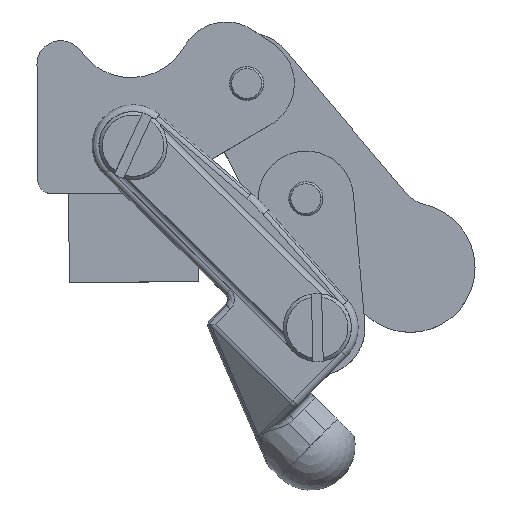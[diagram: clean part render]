
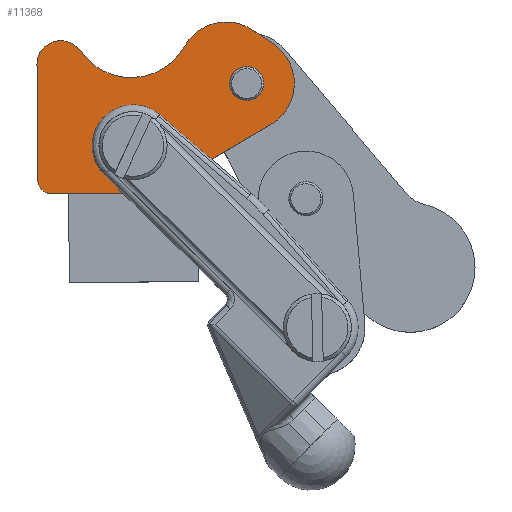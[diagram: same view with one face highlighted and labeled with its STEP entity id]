
A CAD part, top view. The second image highlights one B-rep face of the part: STEP entity #11368.
In plain terms, the highlighted planar face has unit normal (0, 0, 1).
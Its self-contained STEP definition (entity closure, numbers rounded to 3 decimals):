
#234=CARTESIAN_POINT('',(20.603,-18.287,1.37));
#235=VERTEX_POINT('',#234);
#252=CARTESIAN_POINT('',(15.604,-18.324,1.37));
#253=VERTEX_POINT('',#252);
#260=CARTESIAN_POINT('',(18.103,-18.305,1.37));
#261=DIRECTION('',(0.,0.,-1.));
#262=DIRECTION('',(1.,0.008,0.));
#263=AXIS2_PLACEMENT_3D('',#260,#261,#262);
#264=CIRCLE('',#263,2.5);
#265=EDGE_CURVE('',#235,#253,#264,.T.);
#361=CARTESIAN_POINT('',(-11.944,-33.885,1.37));
#362=VERTEX_POINT('',#361);
#378=CARTESIAN_POINT('',(-10.525,-34.46,1.37));
#379=VERTEX_POINT('',#378);
#386=CARTESIAN_POINT('',(-10.54,-32.46,1.37));
#387=DIRECTION('',(0.,0.,-1.0));
#388=DIRECTION('',(-0.702,-0.712,0.));
#389=AXIS2_PLACEMENT_3D('',#386,#387,#388);
#390=CIRCLE('',#389,2.);
#391=EDGE_CURVE('',#379,#362,#390,.T.);
#7912=CARTESIAN_POINT('',(-2.794,-31.702,1.37));
#7913=VERTEX_POINT('',#7912);
#7920=CARTESIAN_POINT('',(-0.08,-34.381,1.37));
#7921=VERTEX_POINT('',#7920);
#7922=CARTESIAN_POINT('',(-0.08,-34.381,1.37));
#7923=DIRECTION('',(-0.712,0.703,0.));
#7924=VECTOR('',#7923,3.813);
#7925=LINE('',#7922,#7924);
#7926=EDGE_CURVE('',#7921,#7913,#7925,.T.);
#10186=CARTESIAN_POINT('',(12.973,-29.438,1.37));
#10187=VERTEX_POINT('',#10186);
#10226=CARTESIAN_POINT('',(5.33,-22.879,1.37));
#10227=VERTEX_POINT('',#10226);
#10234=CARTESIAN_POINT('',(1.422,-27.432,1.37));
#10235=DIRECTION('',(0.,0.,-1.0));
#10236=DIRECTION('',(0.703,0.712,0.));
#10237=AXIS2_PLACEMENT_3D('',#10234,#10235,#10236);
#10238=CIRCLE('',#10237,6.);
#10239=EDGE_CURVE('',#7913,#10227,#10238,.T.);
#11217=CARTESIAN_POINT('',(5.33,-22.879,1.37));
#11218=DIRECTION('',(0.759,-0.651,0.));
#11219=VECTOR('',#11218,10.072);
#11220=LINE('',#11217,#11219);
#11221=EDGE_CURVE('',#10227,#10187,#11220,.T.);
#11262=CARTESIAN_POINT('',(-10.525,-34.46,1.37));
#11263=DIRECTION('',(1.,0.008,0.));
#11264=VECTOR('',#11263,10.445);
#11265=LINE('',#11262,#11264);
#11266=EDGE_CURVE('',#379,#7921,#11265,.T.);
#11279=CARTESIAN_POINT('',(3.473,-34.283,1.37));
#11280=DIRECTION('',(0.0,0.0,1.0));
#11281=DIRECTION('',(1.,0.008,0.0));
#11282=AXIS2_PLACEMENT_3D('',#11279,#11280,#11281);
#11283=PLANE('',#11282);
#11284=ORIENTED_EDGE('',*,*,#11221,.T.);
#11285=CARTESIAN_POINT('',(21.649,-24.341,1.37));
#11286=VERTEX_POINT('',#11285);
#11287=CARTESIAN_POINT('',(12.973,-29.438,1.37));
#11288=DIRECTION('',(0.862,0.507,0.));
#11289=VECTOR('',#11288,10.063);
#11290=LINE('',#11287,#11289);
#11291=EDGE_CURVE('',#10187,#11286,#11290,.T.);
#11292=ORIENTED_EDGE('',*,*,#11291,.T.);
#11293=CARTESIAN_POINT('',(22.025,-12.507,1.37));
#11294=VERTEX_POINT('',#11293);
#11295=CARTESIAN_POINT('',(18.103,-18.305,1.37));
#11296=DIRECTION('',(0.,0.,-1.));
#11297=DIRECTION('',(0.507,-0.862,0.));
#11298=AXIS2_PLACEMENT_3D('',#11295,#11296,#11297);
#11299=CIRCLE('',#11298,7.);
#11300=EDGE_CURVE('',#11294,#11286,#11299,.T.);
#11301=ORIENTED_EDGE('',*,*,#11300,.F.);
#11302=CARTESIAN_POINT('',(19.008,-10.467,1.37));
#11303=VERTEX_POINT('',#11302);
#11304=CARTESIAN_POINT('',(19.008,-10.467,1.37));
#11305=DIRECTION('',(0.828,-0.56,0.));
#11306=VECTOR('',#11305,3.642);
#11307=LINE('',#11304,#11306);
#11308=EDGE_CURVE('',#11303,#11294,#11307,.T.);
#11309=ORIENTED_EDGE('',*,*,#11308,.F.);
#11310=CARTESIAN_POINT('',(8.982,-12.839,1.37));
#11311=VERTEX_POINT('',#11310);
#11312=CARTESIAN_POINT('',(15.087,-16.265,1.37));
#11313=DIRECTION('',(0.,0.,-1.0));
#11314=DIRECTION('',(0.56,0.828,0.));
#11315=AXIS2_PLACEMENT_3D('',#11312,#11313,#11314);
#11316=CIRCLE('',#11315,7.);
#11317=EDGE_CURVE('',#11311,#11303,#11316,.T.);
#11318=ORIENTED_EDGE('',*,*,#11317,.F.);
#11319=CARTESIAN_POINT('',(-6.284,-13.53,1.37));
#11320=VERTEX_POINT('',#11319);
#11321=CARTESIAN_POINT('',(1.134,-8.434,1.37));
#11322=DIRECTION('',(0.,0.,1.));
#11323=DIRECTION('',(0.824,0.566,0.));
#11324=AXIS2_PLACEMENT_3D('',#11321,#11322,#11323);
#11325=CIRCLE('',#11324,9.0);
#11326=EDGE_CURVE('',#11320,#11311,#11325,.T.);
#11327=ORIENTED_EDGE('',*,*,#11326,.F.);
#11328=CARTESIAN_POINT('',(-12.668,-15.538,1.37));
#11329=VERTEX_POINT('',#11328);
#11330=CARTESIAN_POINT('',(-9.168,-15.512,1.37));
#11331=DIRECTION('',(0.,0.,-1.));
#11332=DIRECTION('',(0.824,0.566,0.));
#11333=AXIS2_PLACEMENT_3D('',#11330,#11331,#11332);
#11334=CIRCLE('',#11333,3.5);
#11335=EDGE_CURVE('',#11329,#11320,#11334,.T.);
#11336=ORIENTED_EDGE('',*,*,#11335,.F.);
#11337=CARTESIAN_POINT('',(-12.54,-32.475,1.37));
#11338=VERTEX_POINT('',#11337);
#11339=CARTESIAN_POINT('',(-12.54,-32.475,1.37));
#11340=DIRECTION('',(-0.008,1.,0.0));
#11341=VECTOR('',#11340,16.937);
#11342=LINE('',#11339,#11341);
#11343=EDGE_CURVE('',#11338,#11329,#11342,.T.);
#11344=ORIENTED_EDGE('',*,*,#11343,.F.);
#11345=CARTESIAN_POINT('',(-10.54,-32.46,1.37));
#11346=DIRECTION('',(0.,0.,-1.0));
#11347=DIRECTION('',(-0.702,-0.712,0.));
#11348=AXIS2_PLACEMENT_3D('',#11345,#11346,#11347);
#11349=CIRCLE('',#11348,2.);
#11350=EDGE_CURVE('',#362,#11338,#11349,.T.);
#11351=ORIENTED_EDGE('',*,*,#11350,.F.);
#11352=ORIENTED_EDGE('',*,*,#391,.F.);
#11353=ORIENTED_EDGE('',*,*,#11266,.T.);
#11354=ORIENTED_EDGE('',*,*,#7926,.T.);
#11355=ORIENTED_EDGE('',*,*,#10239,.T.);
#11356=EDGE_LOOP('',(#11284,#11292,#11301,#11309,#11318,#11327,#11336,#11344,#11351,#11352,#11353,#11354,#11355));
#11357=FACE_OUTER_BOUND('',#11356,.T.);
#11358=ORIENTED_EDGE('',*,*,#265,.T.);
#11359=CARTESIAN_POINT('',(18.103,-18.305,1.37));
#11360=DIRECTION('',(0.,0.,-1.));
#11361=DIRECTION('',(1.,0.008,0.));
#11362=AXIS2_PLACEMENT_3D('',#11359,#11360,#11361);
#11363=CIRCLE('',#11362,2.5);
#11364=EDGE_CURVE('',#253,#235,#11363,.T.);
#11365=ORIENTED_EDGE('',*,*,#11364,.T.);
#11366=EDGE_LOOP('',(#11358,#11365));
#11367=FACE_BOUND('',#11366,.T.);
#11368=ADVANCED_FACE('',(#11357,#11367),#11283,.T.);
